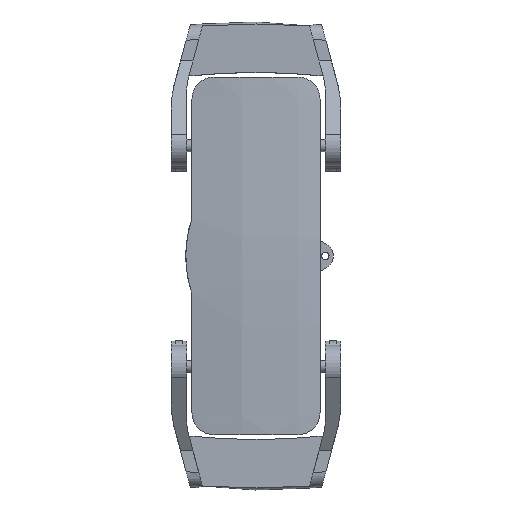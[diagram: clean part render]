
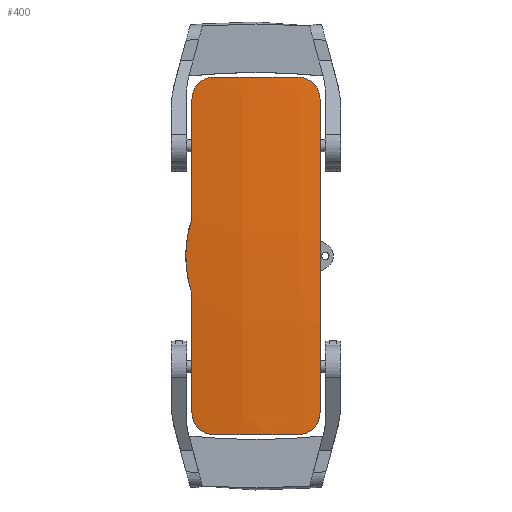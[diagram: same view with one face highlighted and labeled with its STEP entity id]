
A CAD part, top view. The second image highlights one B-rep face of the part: STEP entity #400.
In plain terms, the highlighted face is a revolution surface.
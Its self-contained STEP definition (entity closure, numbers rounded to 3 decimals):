
#350=AXIS2_PLACEMENT_3D('Circle Axis2P3D',#348,#349,$) ;
#375=AXIS2_PLACEMENT_3D('Circle Axis2P3D',#373,#374,$) ;
#227=CARTESIAN_POINT('Vertex',(50.,131.,33.902)) ;
#231=CARTESIAN_POINT('Control Point',(50.,131.,33.902)) ;
#232=CARTESIAN_POINT('Control Point',(50.,115.722,34.805)) ;
#233=CARTESIAN_POINT('Control Point',(50.,100.425,35.379)) ;
#234=CARTESIAN_POINT('Control Point',(50.,85.117,35.624)) ;
#235=CARTESIAN_POINT('Control Point',(50.,64.1,35.509)) ;
#236=CARTESIAN_POINT('Control Point',(50.,43.1,34.775)) ;
#237=CARTESIAN_POINT('Control Point',(50.,37.398,34.53)) ;
#238=CARTESIAN_POINT('Control Point',(50.,31.698,34.239)) ;
#239=CARTESIAN_POINT('Control Point',(50.,26.,33.902)) ;
#240=CARTESIAN_POINT('Vertex',(50.,26.,33.902)) ;
#303=CARTESIAN_POINT('Control Point',(28.5,138.521,34.996)) ;
#304=CARTESIAN_POINT('Control Point',(28.5,98.566,37.667)) ;
#305=CARTESIAN_POINT('Control Point',(28.5,58.434,37.667)) ;
#306=CARTESIAN_POINT('Control Point',(28.5,18.479,34.996)) ;
#307=CARTESIAN_POINT('Axis1P Location',(28.5,78.5,-113.)) ;
#312=CARTESIAN_POINT('Control Point',(7.,131.,33.902)) ;
#313=CARTESIAN_POINT('Control Point',(7.,117.68,34.689)) ;
#314=CARTESIAN_POINT('Control Point',(7.,104.342,35.176)) ;
#315=CARTESIAN_POINT('Control Point',(7.,91.,35.363)) ;
#316=CARTESIAN_POINT('Vertex',(7.,131.,33.902)) ;
#318=CARTESIAN_POINT('Vertex',(7.,91.,35.363)) ;
#322=CARTESIAN_POINT('Control Point',(7.,91.,35.363)) ;
#323=CARTESIAN_POINT('Control Point',(4.961,84.974,35.153)) ;
#324=CARTESIAN_POINT('Control Point',(4.232,78.5,35.045)) ;
#325=CARTESIAN_POINT('Control Point',(4.961,72.026,35.153)) ;
#326=CARTESIAN_POINT('Control Point',(7.,66.,35.363)) ;
#327=CARTESIAN_POINT('Vertex',(7.,66.,35.363)) ;
#331=CARTESIAN_POINT('Control Point',(7.,26.,33.902)) ;
#332=CARTESIAN_POINT('Control Point',(7.,39.32,34.689)) ;
#333=CARTESIAN_POINT('Control Point',(7.,52.658,35.176)) ;
#334=CARTESIAN_POINT('Control Point',(7.,66.,35.363)) ;
#335=CARTESIAN_POINT('Vertex',(7.,26.,33.902)) ;
#339=CARTESIAN_POINT('Control Point',(7.,26.,33.902)) ;
#340=CARTESIAN_POINT('Control Point',(7.,23.64,33.763)) ;
#341=CARTESIAN_POINT('Control Point',(7.926,21.267,33.75)) ;
#342=CARTESIAN_POINT('Control Point',(9.808,19.412,33.903)) ;
#343=CARTESIAN_POINT('Control Point',(12.154,18.5,34.111)) ;
#344=CARTESIAN_POINT('Control Point',(14.5,18.5,34.334)) ;
#345=CARTESIAN_POINT('Vertex',(14.5,18.5,34.334)) ;
#348=CARTESIAN_POINT('Axis2P3D Location',(28.5,18.5,-113.)) ;
#352=CARTESIAN_POINT('Vertex',(42.5,18.5,34.334)) ;
#356=CARTESIAN_POINT('Control Point',(50.,26.,33.902)) ;
#357=CARTESIAN_POINT('Control Point',(50.,23.64,33.763)) ;
#358=CARTESIAN_POINT('Control Point',(49.074,21.267,33.75)) ;
#359=CARTESIAN_POINT('Control Point',(47.192,19.412,33.903)) ;
#360=CARTESIAN_POINT('Control Point',(44.846,18.5,34.111)) ;
#361=CARTESIAN_POINT('Control Point',(42.5,18.5,34.334)) ;
#364=CARTESIAN_POINT('Control Point',(50.,131.,33.902)) ;
#365=CARTESIAN_POINT('Control Point',(50.,133.36,33.763)) ;
#366=CARTESIAN_POINT('Control Point',(49.074,135.733,33.75)) ;
#367=CARTESIAN_POINT('Control Point',(47.192,137.588,33.903)) ;
#368=CARTESIAN_POINT('Control Point',(44.846,138.5,34.111)) ;
#369=CARTESIAN_POINT('Control Point',(42.5,138.5,34.334)) ;
#370=CARTESIAN_POINT('Vertex',(42.5,138.5,34.334)) ;
#373=CARTESIAN_POINT('Axis2P3D Location',(28.5,138.5,-113.)) ;
#377=CARTESIAN_POINT('Vertex',(14.5,138.5,34.334)) ;
#381=CARTESIAN_POINT('Control Point',(7.,131.,33.902)) ;
#382=CARTESIAN_POINT('Control Point',(7.,133.36,33.763)) ;
#383=CARTESIAN_POINT('Control Point',(7.926,135.733,33.75)) ;
#384=CARTESIAN_POINT('Control Point',(9.808,137.588,33.903)) ;
#385=CARTESIAN_POINT('Control Point',(12.154,138.5,34.111)) ;
#386=CARTESIAN_POINT('Control Point',(14.5,138.5,34.334)) ;
#308=DIRECTION('Axis1P Direction',(-0.,1.,0.)) ;
#349=DIRECTION('Axis2P3D Direction',(-0.,1.,0.)) ;
#374=DIRECTION('Axis2P3D Direction',(-0.,1.,0.)) ;
#309=AXIS1_PLACEMENT('Revolution Surface Axis1P',#307,#308) ;
#389=ORIENTED_EDGE('',*,*,#320,.T.) ;
#390=ORIENTED_EDGE('',*,*,#329,.T.) ;
#391=ORIENTED_EDGE('',*,*,#337,.F.) ;
#392=ORIENTED_EDGE('',*,*,#347,.F.) ;
#393=ORIENTED_EDGE('',*,*,#354,.T.) ;
#394=ORIENTED_EDGE('',*,*,#362,.F.) ;
#395=ORIENTED_EDGE('',*,*,#242,.F.) ;
#396=ORIENTED_EDGE('',*,*,#372,.F.) ;
#397=ORIENTED_EDGE('',*,*,#379,.F.) ;
#398=ORIENTED_EDGE('',*,*,#387,.F.) ;
#400=ADVANCED_FACE('Hauptk\X2\00F6\X0\rper',(#399),#310,.F.) ;
#230=B_SPLINE_CURVE_WITH_KNOTS('',5,(#231,#232,#233,#234,#235,#236,#237,#238,#239),.UNSPECIFIED.,.F.,.U.,(6,3,6),(10.628,118.848,159.206),.UNSPECIFIED.) ;
#302=B_SPLINE_CURVE_WITH_KNOTS('',3,(#303,#304,#305,#306),.UNSPECIFIED.,.F.,.U.,(4,4),(1353.651,1473.782),.UNSPECIFIED.) ;
#311=B_SPLINE_CURVE_WITH_KNOTS('',3,(#312,#313,#314,#315),.UNSPECIFIED.,.F.,.U.,(4,4),(10.628,67.239),.UNSPECIFIED.) ;
#321=B_SPLINE_CURVE_WITH_KNOTS('',4,(#322,#323,#324,#325,#326),.UNSPECIFIED.,.F.,.U.,(5,5),(0.,35.994),.UNSPECIFIED.) ;
#330=B_SPLINE_CURVE_WITH_KNOTS('',3,(#331,#332,#333,#334),.UNSPECIFIED.,.F.,.U.,(4,4),(10.628,67.239),.UNSPECIFIED.) ;
#338=B_SPLINE_CURVE_WITH_KNOTS('',5,(#339,#340,#341,#342,#343,#344),.UNSPECIFIED.,.F.,.U.,(6,6),(0.,16.717),.UNSPECIFIED.) ;
#355=B_SPLINE_CURVE_WITH_KNOTS('',5,(#356,#357,#358,#359,#360,#361),.UNSPECIFIED.,.F.,.U.,(6,6),(0.,16.717),.UNSPECIFIED.) ;
#363=B_SPLINE_CURVE_WITH_KNOTS('',5,(#364,#365,#366,#367,#368,#369),.UNSPECIFIED.,.F.,.U.,(6,6),(0.,16.717),.UNSPECIFIED.) ;
#380=B_SPLINE_CURVE_WITH_KNOTS('',5,(#381,#382,#383,#384,#385,#386),.UNSPECIFIED.,.F.,.U.,(6,6),(0.,16.717),.UNSPECIFIED.) ;
#351=CIRCLE('generated circle',#350,147.998) ;
#376=CIRCLE('generated circle',#375,147.998) ;
#242=EDGE_CURVE('',#228,#241,#230,.T.) ;
#320=EDGE_CURVE('',#317,#319,#311,.T.) ;
#329=EDGE_CURVE('',#319,#328,#321,.T.) ;
#337=EDGE_CURVE('',#336,#328,#330,.T.) ;
#347=EDGE_CURVE('',#346,#336,#338,.F.) ;
#354=EDGE_CURVE('',#346,#353,#351,.T.) ;
#362=EDGE_CURVE('',#241,#353,#355,.T.) ;
#372=EDGE_CURVE('',#371,#228,#363,.F.) ;
#379=EDGE_CURVE('',#378,#371,#376,.T.) ;
#387=EDGE_CURVE('',#317,#378,#380,.T.) ;
#388=EDGE_LOOP('',(#389,#390,#391,#392,#393,#394,#395,#396,#397,#398)) ;
#399=FACE_OUTER_BOUND('',#388,.T.) ;
#310=SURFACE_OF_REVOLUTION('Surface of Revolution',#302,#309) ;
#228=VERTEX_POINT('',#227) ;
#241=VERTEX_POINT('',#240) ;
#317=VERTEX_POINT('',#316) ;
#319=VERTEX_POINT('',#318) ;
#328=VERTEX_POINT('',#327) ;
#336=VERTEX_POINT('',#335) ;
#346=VERTEX_POINT('',#345) ;
#353=VERTEX_POINT('',#352) ;
#371=VERTEX_POINT('',#370) ;
#378=VERTEX_POINT('',#377) ;
